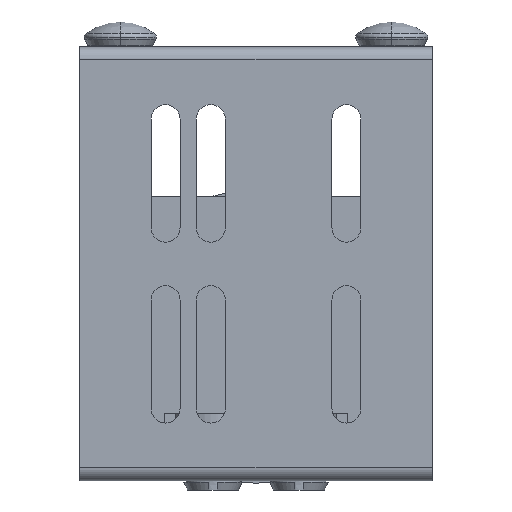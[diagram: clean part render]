
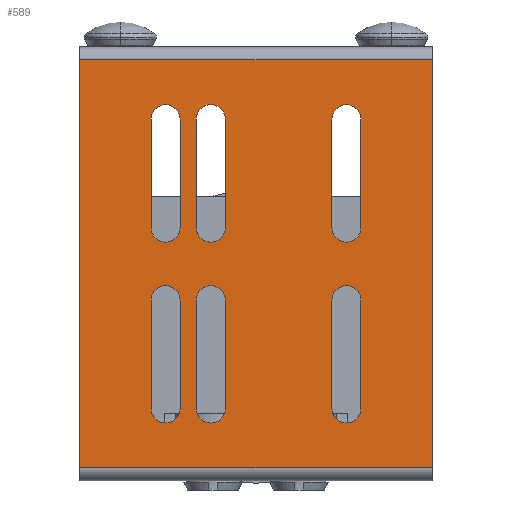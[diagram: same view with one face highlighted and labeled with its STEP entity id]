
A CAD part, left-side view. The second image highlights one B-rep face of the part: STEP entity #589.
In plain terms, the highlighted planar face has unit normal (-1, 0, 0).
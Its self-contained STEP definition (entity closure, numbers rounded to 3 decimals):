
#589=ADVANCED_FACE('',(#1608,#1609,#1610,#1611,#1612,#1613,#1614),#1615,.T.);
#1608=FACE_BOUND('',#3131,.T.);
#1609=FACE_BOUND('',#3132,.T.);
#1610=FACE_BOUND('',#3133,.T.);
#1611=FACE_BOUND('',#3134,.T.);
#1612=FACE_BOUND('',#3135,.T.);
#1613=FACE_BOUND('',#3136,.T.);
#1614=FACE_OUTER_BOUND('',#3137,.T.);
#1615=PLANE('',#3138);
#3131=EDGE_LOOP('',(#4898,#4899,#4900,#4901));
#3132=EDGE_LOOP('',(#4902,#4903,#4904,#4905));
#3133=EDGE_LOOP('',(#4906,#4907,#4908,#4909));
#3134=EDGE_LOOP('',(#4910,#4911,#4912,#4913));
#3135=EDGE_LOOP('',(#4914,#4915,#4916,#4917));
#3136=EDGE_LOOP('',(#4918,#4919,#4920,#4921));
#3137=EDGE_LOOP('',(#4922,#4923,#4924,#4925));
#3138=AXIS2_PLACEMENT_3D('',#4926,#4927,#4928);
#4898=ORIENTED_EDGE('',*,*,#8745,.T.);
#4899=ORIENTED_EDGE('',*,*,#8873,.T.);
#4900=ORIENTED_EDGE('',*,*,#8750,.T.);
#4901=ORIENTED_EDGE('',*,*,#8874,.T.);
#4902=ORIENTED_EDGE('',*,*,#8755,.T.);
#4903=ORIENTED_EDGE('',*,*,#8875,.T.);
#4904=ORIENTED_EDGE('',*,*,#8760,.T.);
#4905=ORIENTED_EDGE('',*,*,#8876,.T.);
#4906=ORIENTED_EDGE('',*,*,#8765,.T.);
#4907=ORIENTED_EDGE('',*,*,#8877,.T.);
#4908=ORIENTED_EDGE('',*,*,#8770,.T.);
#4909=ORIENTED_EDGE('',*,*,#8878,.T.);
#4910=ORIENTED_EDGE('',*,*,#8775,.T.);
#4911=ORIENTED_EDGE('',*,*,#8879,.T.);
#4912=ORIENTED_EDGE('',*,*,#8780,.T.);
#4913=ORIENTED_EDGE('',*,*,#8880,.T.);
#4914=ORIENTED_EDGE('',*,*,#8785,.T.);
#4915=ORIENTED_EDGE('',*,*,#8881,.T.);
#4916=ORIENTED_EDGE('',*,*,#8790,.T.);
#4917=ORIENTED_EDGE('',*,*,#8882,.T.);
#4918=ORIENTED_EDGE('',*,*,#8795,.T.);
#4919=ORIENTED_EDGE('',*,*,#8883,.T.);
#4920=ORIENTED_EDGE('',*,*,#8800,.T.);
#4921=ORIENTED_EDGE('',*,*,#8884,.T.);
#4922=ORIENTED_EDGE('',*,*,#8817,.T.);
#4923=ORIENTED_EDGE('',*,*,#8871,.F.);
#4924=ORIENTED_EDGE('',*,*,#8885,.F.);
#4925=ORIENTED_EDGE('',*,*,#8886,.T.);
#4926=CARTESIAN_POINT('',(0.0,39.0,48.));
#4927=DIRECTION('',(-1.0,0.0,0.0));
#4928=DIRECTION('',(0.0,0.0,-1.0));
#8745=EDGE_CURVE('',#10410,#10407,#10411,.T.);
#8750=EDGE_CURVE('',#10419,#10416,#10420,.T.);
#8755=EDGE_CURVE('',#10428,#10425,#10429,.T.);
#8760=EDGE_CURVE('',#10437,#10434,#10438,.T.);
#8765=EDGE_CURVE('',#10446,#10443,#10447,.T.);
#8770=EDGE_CURVE('',#10455,#10452,#10456,.T.);
#8775=EDGE_CURVE('',#10464,#10461,#10465,.T.);
#8780=EDGE_CURVE('',#10473,#10470,#10474,.T.);
#8785=EDGE_CURVE('',#10482,#10479,#10483,.T.);
#8790=EDGE_CURVE('',#10491,#10488,#10492,.T.);
#8795=EDGE_CURVE('',#10500,#10497,#10501,.T.);
#8800=EDGE_CURVE('',#10509,#10506,#10510,.T.);
#8817=EDGE_CURVE('',#10540,#10538,#10541,.T.);
#8871=EDGE_CURVE('',#10619,#10538,#10621,.T.);
#8873=EDGE_CURVE('',#10407,#10419,#10623,.T.);
#8874=EDGE_CURVE('',#10416,#10410,#10624,.T.);
#8875=EDGE_CURVE('',#10425,#10437,#10625,.T.);
#8876=EDGE_CURVE('',#10434,#10428,#10626,.T.);
#8877=EDGE_CURVE('',#10443,#10455,#10627,.T.);
#8878=EDGE_CURVE('',#10452,#10446,#10628,.T.);
#8879=EDGE_CURVE('',#10461,#10473,#10629,.T.);
#8880=EDGE_CURVE('',#10470,#10464,#10630,.T.);
#8881=EDGE_CURVE('',#10479,#10491,#10631,.T.);
#8882=EDGE_CURVE('',#10488,#10482,#10632,.T.);
#8883=EDGE_CURVE('',#10497,#10509,#10633,.T.);
#8884=EDGE_CURVE('',#10506,#10500,#10634,.T.);
#8885=EDGE_CURVE('',#10635,#10619,#10636,.T.);
#8886=EDGE_CURVE('',#10635,#10540,#10637,.T.);
#10407=VERTEX_POINT('',#12759);
#10410=VERTEX_POINT('',#12763);
#10411=CIRCLE('',#12764,3.2);
#10416=VERTEX_POINT('',#12770);
#10419=VERTEX_POINT('',#12774);
#10420=CIRCLE('',#12775,3.2);
#10425=VERTEX_POINT('',#12781);
#10428=VERTEX_POINT('',#12785);
#10429=CIRCLE('',#12786,3.2);
#10434=VERTEX_POINT('',#12792);
#10437=VERTEX_POINT('',#12796);
#10438=CIRCLE('',#12797,3.2);
#10443=VERTEX_POINT('',#12803);
#10446=VERTEX_POINT('',#12807);
#10447=CIRCLE('',#12808,3.2);
#10452=VERTEX_POINT('',#12814);
#10455=VERTEX_POINT('',#12818);
#10456=CIRCLE('',#12819,3.2);
#10461=VERTEX_POINT('',#12825);
#10464=VERTEX_POINT('',#12829);
#10465=CIRCLE('',#12830,3.2);
#10470=VERTEX_POINT('',#12836);
#10473=VERTEX_POINT('',#12840);
#10474=CIRCLE('',#12841,3.2);
#10479=VERTEX_POINT('',#12847);
#10482=VERTEX_POINT('',#12851);
#10483=CIRCLE('',#12852,3.2);
#10488=VERTEX_POINT('',#12858);
#10491=VERTEX_POINT('',#12862);
#10492=CIRCLE('',#12863,3.2);
#10497=VERTEX_POINT('',#12869);
#10500=VERTEX_POINT('',#12873);
#10501=CIRCLE('',#12874,3.2);
#10506=VERTEX_POINT('',#12880);
#10509=VERTEX_POINT('',#12884);
#10510=CIRCLE('',#12885,3.2);
#10538=VERTEX_POINT('',#12920);
#10540=VERTEX_POINT('',#12922);
#10541=LINE('',#12923,#12924);
#10619=VERTEX_POINT('',#13038);
#10621=LINE('',#13040,#13041);
#10623=LINE('',#13043,#13044);
#10624=LINE('',#13045,#13046);
#10625=LINE('',#13047,#13048);
#10626=LINE('',#13049,#13050);
#10627=LINE('',#13051,#13052);
#10628=LINE('',#13053,#13054);
#10629=LINE('',#13055,#13056);
#10630=LINE('',#13057,#13058);
#10631=LINE('',#13059,#13060);
#10632=LINE('',#13061,#13062);
#10633=LINE('',#13063,#13064);
#10634=LINE('',#13065,#13066);
#10635=VERTEX_POINT('',#13067);
#10636=LINE('',#13068,#13069);
#10637=LINE('',#13070,#13071);
#12759=CARTESIAN_POINT('',(0.0,16.8,40.));
#12763=CARTESIAN_POINT('',(0.0,23.2,40.));
#12764=AXIS2_PLACEMENT_3D('',#15895,#15896,#15897);
#12770=CARTESIAN_POINT('',(0.0,23.2,16.));
#12774=CARTESIAN_POINT('',(0.0,16.8,16.));
#12775=AXIS2_PLACEMENT_3D('',#15903,#15904,#15905);
#12781=CARTESIAN_POINT('',(0.0,16.8,80.));
#12785=CARTESIAN_POINT('',(0.0,23.2,80.));
#12786=AXIS2_PLACEMENT_3D('',#15911,#15912,#15913);
#12792=CARTESIAN_POINT('',(0.0,23.2,56.));
#12796=CARTESIAN_POINT('',(0.0,16.8,56.));
#12797=AXIS2_PLACEMENT_3D('',#15919,#15920,#15921);
#12803=CARTESIAN_POINT('',(0.0,-23.2,40.));
#12807=CARTESIAN_POINT('',(0.0,-16.8,40.));
#12808=AXIS2_PLACEMENT_3D('',#15927,#15928,#15929);
#12814=CARTESIAN_POINT('',(0.0,-16.8,16.));
#12818=CARTESIAN_POINT('',(0.0,-23.2,16.));
#12819=AXIS2_PLACEMENT_3D('',#15935,#15936,#15937);
#12825=CARTESIAN_POINT('',(0.0,-23.2,80.));
#12829=CARTESIAN_POINT('',(0.0,-16.8,80.));
#12830=AXIS2_PLACEMENT_3D('',#15943,#15944,#15945);
#12836=CARTESIAN_POINT('',(0.0,-16.8,56.));
#12840=CARTESIAN_POINT('',(0.0,-23.2,56.));
#12841=AXIS2_PLACEMENT_3D('',#15951,#15952,#15953);
#12847=CARTESIAN_POINT('',(0.0,6.8,40.));
#12851=CARTESIAN_POINT('',(0.0,13.2,40.));
#12852=AXIS2_PLACEMENT_3D('',#15959,#15960,#15961);
#12858=CARTESIAN_POINT('',(0.0,13.2,16.));
#12862=CARTESIAN_POINT('',(0.0,6.8,16.));
#12863=AXIS2_PLACEMENT_3D('',#15967,#15968,#15969);
#12869=CARTESIAN_POINT('',(0.0,6.8,80.));
#12873=CARTESIAN_POINT('',(0.0,13.2,80.));
#12874=AXIS2_PLACEMENT_3D('',#15975,#15976,#15977);
#12880=CARTESIAN_POINT('',(0.0,13.2,56.));
#12884=CARTESIAN_POINT('',(0.0,6.8,56.));
#12885=AXIS2_PLACEMENT_3D('',#15983,#15984,#15985);
#12920=CARTESIAN_POINT('',(0.0,-39.0,93.12));
#12922=CARTESIAN_POINT('',(0.,-39.0,2.88));
#12923=CARTESIAN_POINT('',(0.0,-39.0,2.88));
#12924=VECTOR('',#16011,1.0);
#13038=CARTESIAN_POINT('',(0.0,39.0,93.12));
#13040=CARTESIAN_POINT('',(0.0,39.0,93.12));
#13041=VECTOR('',#16078,1.0);
#13043=CARTESIAN_POINT('',(0.0,16.8,41.));
#13044=VECTOR('',#16079,1.0);
#13045=CARTESIAN_POINT('',(0.0,23.2,38.));
#13046=VECTOR('',#16080,1.0);
#13047=CARTESIAN_POINT('',(0.0,16.8,61.));
#13048=VECTOR('',#16081,1.0);
#13049=CARTESIAN_POINT('',(0.0,23.2,58.));
#13050=VECTOR('',#16082,1.0);
#13051=CARTESIAN_POINT('',(0.0,-23.2,41.));
#13052=VECTOR('',#16083,1.0);
#13053=CARTESIAN_POINT('',(0.0,-16.8,38.));
#13054=VECTOR('',#16084,1.0);
#13055=CARTESIAN_POINT('',(0.0,-23.2,61.));
#13056=VECTOR('',#16085,1.0);
#13057=CARTESIAN_POINT('',(0.0,-16.8,58.));
#13058=VECTOR('',#16086,1.0);
#13059=CARTESIAN_POINT('',(0.0,6.8,41.));
#13060=VECTOR('',#16087,1.0);
#13061=CARTESIAN_POINT('',(0.0,13.2,38.));
#13062=VECTOR('',#16088,1.0);
#13063=CARTESIAN_POINT('',(0.0,6.8,61.));
#13064=VECTOR('',#16089,1.0);
#13065=CARTESIAN_POINT('',(0.0,13.2,58.));
#13066=VECTOR('',#16090,1.0);
#13067=CARTESIAN_POINT('',(0.,39.0,2.88));
#13068=CARTESIAN_POINT('',(0.0,39.0,2.88));
#13069=VECTOR('',#16091,1.0);
#13070=CARTESIAN_POINT('',(0.,39.0,2.88));
#13071=VECTOR('',#16092,1.0);
#15895=CARTESIAN_POINT('',(0.0,20.0,40.));
#15896=DIRECTION('',(1.0,-0.0,0.0));
#15897=DIRECTION('',(0.0,1.,0.));
#15903=CARTESIAN_POINT('',(0.0,20.0,16.));
#15904=DIRECTION('',(1.0,0.0,-0.0));
#15905=DIRECTION('',(0.0,-1.,0.));
#15911=CARTESIAN_POINT('',(0.0,20.0,80.));
#15912=DIRECTION('',(1.0,-0.0,0.0));
#15913=DIRECTION('',(0.0,1.,0.));
#15919=CARTESIAN_POINT('',(0.0,20.0,56.));
#15920=DIRECTION('',(1.0,0.0,-0.0));
#15921=DIRECTION('',(0.0,-1.,0.));
#15927=CARTESIAN_POINT('',(0.0,-20.0,40.));
#15928=DIRECTION('',(1.0,-0.0,0.0));
#15929=DIRECTION('',(0.0,1.,0.));
#15935=CARTESIAN_POINT('',(0.0,-20.0,16.));
#15936=DIRECTION('',(1.0,0.0,-0.0));
#15937=DIRECTION('',(0.0,-1.,0.));
#15943=CARTESIAN_POINT('',(0.0,-20.0,80.));
#15944=DIRECTION('',(1.0,-0.0,0.0));
#15945=DIRECTION('',(0.0,1.,0.));
#15951=CARTESIAN_POINT('',(0.0,-20.0,56.));
#15952=DIRECTION('',(1.0,0.0,-0.0));
#15953=DIRECTION('',(0.0,-1.,0.));
#15959=CARTESIAN_POINT('',(0.0,10.0,40.));
#15960=DIRECTION('',(1.0,-0.0,0.0));
#15961=DIRECTION('',(0.0,1.,0.));
#15967=CARTESIAN_POINT('',(0.0,10.0,16.));
#15968=DIRECTION('',(1.0,0.0,-0.0));
#15969=DIRECTION('',(0.0,-1.,0.));
#15975=CARTESIAN_POINT('',(0.0,10.0,80.));
#15976=DIRECTION('',(1.0,-0.0,0.0));
#15977=DIRECTION('',(0.0,1.,0.));
#15983=CARTESIAN_POINT('',(0.0,10.0,56.));
#15984=DIRECTION('',(1.0,0.0,-0.0));
#15985=DIRECTION('',(0.0,-1.,0.));
#16011=DIRECTION('',(0.0,0.0,1.0));
#16078=DIRECTION('',(0.0,-1.0,0.0));
#16079=DIRECTION('',(-0.0,-0.0,-1.0));
#16080=DIRECTION('',(0.0,-0.0,1.0));
#16081=DIRECTION('',(-0.0,-0.0,-1.0));
#16082=DIRECTION('',(0.0,-0.0,1.0));
#16083=DIRECTION('',(-0.0,-0.0,-1.0));
#16084=DIRECTION('',(0.0,-0.0,1.0));
#16085=DIRECTION('',(-0.0,-0.0,-1.0));
#16086=DIRECTION('',(0.0,-0.0,1.0));
#16087=DIRECTION('',(-0.0,-0.0,-1.0));
#16088=DIRECTION('',(0.0,-0.0,1.0));
#16089=DIRECTION('',(-0.0,-0.0,-1.0));
#16090=DIRECTION('',(0.0,-0.0,1.0));
#16091=DIRECTION('',(0.0,0.0,1.0));
#16092=DIRECTION('',(0.0,-1.0,0.0));
